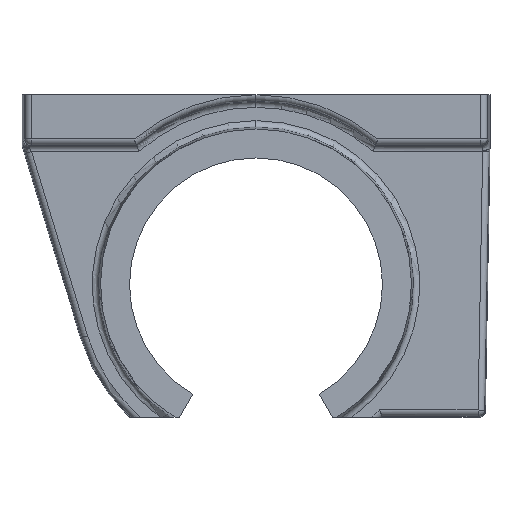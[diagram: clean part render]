
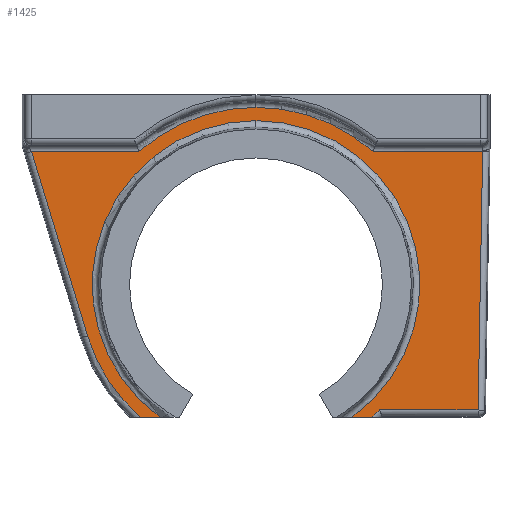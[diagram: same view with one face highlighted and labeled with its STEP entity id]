
A CAD part, front view. The second image highlights one B-rep face of the part: STEP entity #1425.
In plain terms, the highlighted planar face has unit normal (0, -1, 0).
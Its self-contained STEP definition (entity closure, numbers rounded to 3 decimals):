
#11 = VERTEX_POINT ( 'NONE', #1824 ) ;
#69 = ORIENTED_EDGE ( 'NONE', *, *, #3079, .T. ) ;
#159 = VECTOR ( 'NONE', #2194, 1000. ) ;
#176 = CARTESIAN_POINT ( 'NONE',  ( -36.815, -10., -7. ) ) ;
#193 = VECTOR ( 'NONE', #748, 1000. ) ;
#240 = AXIS2_PLACEMENT_3D ( 'NONE', #3041, #3743, #517 ) ;
#297 = CARTESIAN_POINT ( 'NONE',  ( -35.486, -10., -7. ) ) ;
#298 = CARTESIAN_POINT ( 'NONE',  ( 0., -10., -49. ) ) ;
#306 = EDGE_CURVE ( 'NONE', #3926, #841, #1814, .T. ) ;
#322 = LINE ( 'NONE', #2584, #1138 ) ;
#345 = PLANE ( 'NONE',  #4061 ) ;
#346 = CARTESIAN_POINT ( 'NONE',  ( -18.52, -10., -7. ) ) ;
#372 = CARTESIAN_POINT ( 'NONE',  ( 18.894, -10., -7. ) ) ;
#376 = DIRECTION ( 'NONE',  ( 0., 1., 0. ) ) ;
#392 = CIRCLE ( 'NONE', #2754, 25.896 ) ;
#465 = ORIENTED_EDGE ( 'NONE', *, *, #3533, .T. ) ;
#482 = CARTESIAN_POINT ( 'NONE',  ( 15.152, -10., -49. ) ) ;
#517 = DIRECTION ( 'NONE',  ( 0., 0., 1. ) ) ;
#522 = EDGE_CURVE ( 'NONE', #2132, #841, #1921, .T. ) ;
#671 = ORIENTED_EDGE ( 'NONE', *, *, #522, .F. ) ;
#678 = VERTEX_POINT ( 'NONE', #346 ) ;
#706 = VECTOR ( 'NONE', #1421, 1000. ) ;
#708 = LINE ( 'NONE', #372, #2014 ) ;
#727 = CARTESIAN_POINT ( 'NONE',  ( 0., -10., -28. ) ) ;
#748 = DIRECTION ( 'NONE',  ( 0.291, 0., -0.957 ) ) ;
#841 = VERTEX_POINT ( 'NONE', #2535 ) ;
#929 = DIRECTION ( 'NONE',  ( 1., 0., 0. ) ) ;
#968 = AXIS2_PLACEMENT_3D ( 'NONE', #3672, #2097, #1049 ) ;
#1004 = CARTESIAN_POINT ( 'NONE',  ( 18.282, -10., -49. ) ) ;
#1028 = CARTESIAN_POINT ( 'NONE',  ( 0., -10., -49. ) ) ;
#1049 = DIRECTION ( 'NONE',  ( 0., 0., 1. ) ) ;
#1073 = CIRCLE ( 'NONE', #3450, 28. ) ;
#1138 = VECTOR ( 'NONE', #929, 1000. ) ;
#1141 = CARTESIAN_POINT ( 'NONE',  ( 35.833, -10., -6.554 ) ) ;
#1317 = CARTESIAN_POINT ( 'NONE',  ( 0., -10., -28. ) ) ;
#1354 = EDGE_CURVE ( 'NONE', #2126, #678, #2224, .T. ) ;
#1369 = DIRECTION ( 'NONE',  ( 0., -1., 0. ) ) ;
#1400 = ORIENTED_EDGE ( 'NONE', *, *, #4045, .T. ) ;
#1416 = CARTESIAN_POINT ( 'NONE',  ( 0., -10., -28. ) ) ;
#1421 = DIRECTION ( 'NONE',  ( -1., 0., 0. ) ) ;
#1425 = ADVANCED_FACE ( 'NONE', ( #3206 ), #345, .F. ) ;
#1456 = ORIENTED_EDGE ( 'NONE', *, *, #3608, .T. ) ;
#1459 = VERTEX_POINT ( 'NONE', #297 ) ;
#1504 = EDGE_CURVE ( 'NONE', #2372, #2806, #322, .T. ) ;
#1627 = DIRECTION ( 'NONE',  ( -1., 0., 0. ) ) ;
#1700 = DIRECTION ( 'NONE',  ( -1., 0., 0. ) ) ;
#1733 = VECTOR ( 'NONE', #3748, 1000. ) ;
#1749 = VECTOR ( 'NONE', #1627, 1000. ) ;
#1763 = VERTEX_POINT ( 'NONE', #1916 ) ;
#1785 = LINE ( 'NONE', #176, #1733 ) ;
#1804 = ORIENTED_EDGE ( 'NONE', *, *, #4203, .T. ) ;
#1814 = CIRCLE ( 'NONE', #240, 27.843 ) ;
#1824 = CARTESIAN_POINT ( 'NONE',  ( 0., -10., -2.104 ) ) ;
#1892 = AXIS2_PLACEMENT_3D ( 'NONE', #2596, #376, #2967 ) ;
#1916 = CARTESIAN_POINT ( 'NONE',  ( 18.52, -10., -7. ) ) ;
#1920 = DIRECTION ( 'NONE',  ( 0., 0., 1. ) ) ;
#1921 = LINE ( 'NONE', #298, #1749 ) ;
#2014 = VECTOR ( 'NONE', #1700, 1000. ) ;
#2097 = DIRECTION ( 'NONE',  ( 0., -1., 0. ) ) ;
#2120 = DIRECTION ( 'NONE',  ( 0., 0., 1. ) ) ;
#2125 = EDGE_CURVE ( 'NONE', #4030, #1763, #708, .T. ) ;
#2126 = VERTEX_POINT ( 'NONE', #3331 ) ;
#2132 = VERTEX_POINT ( 'NONE', #2639 ) ;
#2194 = DIRECTION ( 'NONE',  ( 0.017, 0., 1. ) ) ;
#2224 = CIRCLE ( 'NONE', #4127, 28. ) ;
#2225 = VERTEX_POINT ( 'NONE', #482 ) ;
#2372 = VERTEX_POINT ( 'NONE', #3514 ) ;
#2457 = CARTESIAN_POINT ( 'NONE',  ( 35.112, -10., -47.843 ) ) ;
#2535 = CARTESIAN_POINT ( 'NONE',  ( -18.282, -10., -49. ) ) ;
#2565 = DIRECTION ( 'NONE',  ( 0., 1., 0. ) ) ;
#2584 = CARTESIAN_POINT ( 'NONE',  ( 36.078, -10., -47.843 ) ) ;
#2596 = CARTESIAN_POINT ( 'NONE',  ( 0., -10., -28. ) ) ;
#2615 = ORIENTED_EDGE ( 'NONE', *, *, #306, .T. ) ;
#2639 = CARTESIAN_POINT ( 'NONE',  ( -15.152, -10., -49. ) ) ;
#2719 = EDGE_CURVE ( 'NONE', #2132, #11, #392, .T. ) ;
#2754 = AXIS2_PLACEMENT_3D ( 'NONE', #3095, #3466, #2120 ) ;
#2806 = VERTEX_POINT ( 'NONE', #2457 ) ;
#2810 = ORIENTED_EDGE ( 'NONE', *, *, #2125, .T. ) ;
#2835 = ORIENTED_EDGE ( 'NONE', *, *, #1354, .T. ) ;
#2903 = CARTESIAN_POINT ( 'NONE',  ( -26.639, -10., -36.1 ) ) ;
#2967 = DIRECTION ( 'NONE',  ( 0., 0., 1. ) ) ;
#3041 = CARTESIAN_POINT ( 'NONE',  ( 0., -10., -28. ) ) ;
#3079 = EDGE_CURVE ( 'NONE', #11, #2225, #3235, .T. ) ;
#3095 = CARTESIAN_POINT ( 'NONE',  ( 0., -10., -28. ) ) ;
#3142 = DIRECTION ( 'NONE',  ( 0., 0., 1. ) ) ;
#3148 = LINE ( 'NONE', #1141, #159 ) ;
#3186 = ORIENTED_EDGE ( 'NONE', *, *, #1504, .T. ) ;
#3194 = EDGE_LOOP ( 'NONE', ( #4193, #1400, #3186, #1804, #2810, #465, #2835, #3243, #1456, #2615, #671, #4098, #69 ) ) ;
#3206 = FACE_OUTER_BOUND ( 'NONE', #3194, .T. ) ;
#3235 = CIRCLE ( 'NONE', #1892, 25.896 ) ;
#3243 = ORIENTED_EDGE ( 'NONE', *, *, #4129, .T. ) ;
#3331 = CARTESIAN_POINT ( 'NONE',  ( 0., -10., 0. ) ) ;
#3376 = VERTEX_POINT ( 'NONE', #1004 ) ;
#3450 = AXIS2_PLACEMENT_3D ( 'NONE', #1416, #4008, #3142 ) ;
#3466 = DIRECTION ( 'NONE',  ( 0., 1., 0. ) ) ;
#3488 = CIRCLE ( 'NONE', #968, 27.843 ) ;
#3514 = CARTESIAN_POINT ( 'NONE',  ( 19.532, -10., -47.843 ) ) ;
#3533 = EDGE_CURVE ( 'NONE', #1763, #2126, #1073, .T. ) ;
#3608 = EDGE_CURVE ( 'NONE', #1459, #3926, #3668, .T. ) ;
#3641 = DIRECTION ( 'NONE',  ( 0., 0., 1. ) ) ;
#3668 = LINE ( 'NONE', #4087, #193 ) ;
#3672 = CARTESIAN_POINT ( 'NONE',  ( 0., -10., -28. ) ) ;
#3709 = CARTESIAN_POINT ( 'NONE',  ( 35.825, -10., -7. ) ) ;
#3743 = DIRECTION ( 'NONE',  ( 0., -1., 0. ) ) ;
#3748 = DIRECTION ( 'NONE',  ( -1., 0., 0. ) ) ;
#3926 = VERTEX_POINT ( 'NONE', #2903 ) ;
#4008 = DIRECTION ( 'NONE',  ( 0., -1., 0. ) ) ;
#4024 = EDGE_CURVE ( 'NONE', #3376, #2225, #4032, .T. ) ;
#4030 = VERTEX_POINT ( 'NONE', #3709 ) ;
#4032 = LINE ( 'NONE', #1028, #706 ) ;
#4045 = EDGE_CURVE ( 'NONE', #3376, #2372, #3488, .T. ) ;
#4061 = AXIS2_PLACEMENT_3D ( 'NONE', #1317, #2565, #1920 ) ;
#4087 = CARTESIAN_POINT ( 'NONE',  ( -26.639, -10., -36.1 ) ) ;
#4098 = ORIENTED_EDGE ( 'NONE', *, *, #2719, .T. ) ;
#4127 = AXIS2_PLACEMENT_3D ( 'NONE', #727, #1369, #3641 ) ;
#4129 = EDGE_CURVE ( 'NONE', #678, #1459, #1785, .T. ) ;
#4193 = ORIENTED_EDGE ( 'NONE', *, *, #4024, .F. ) ;
#4203 = EDGE_CURVE ( 'NONE', #2806, #4030, #3148, .T. ) ;
